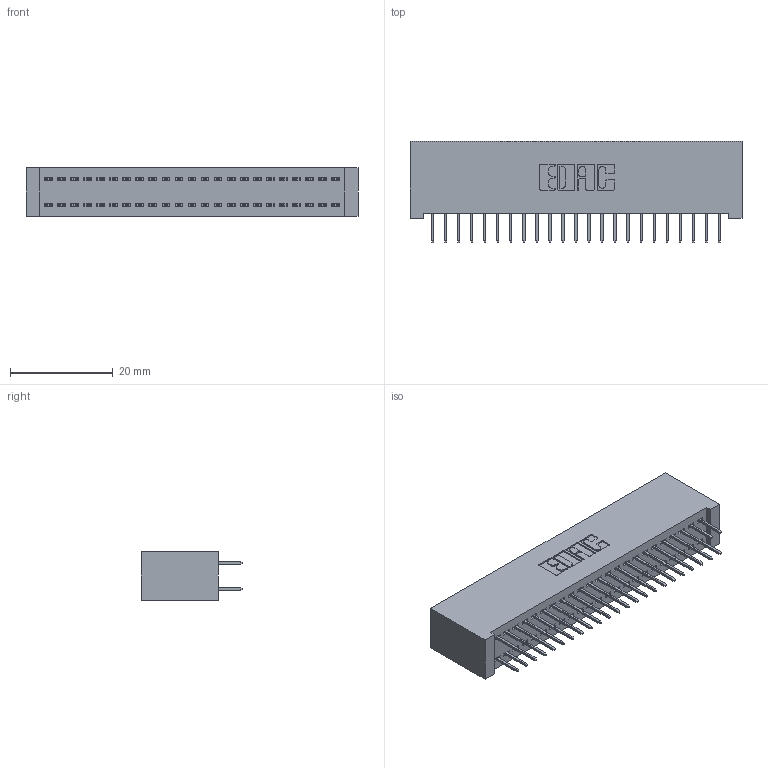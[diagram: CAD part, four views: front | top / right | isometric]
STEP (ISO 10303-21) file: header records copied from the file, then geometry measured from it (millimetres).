
FILE_DESCRIPTION (( 'STEP AP203' ), '1' );
FILE_NAME ('392-046-524-201.STEP', '2018-08-16T16:43:13', ( '' ), ( '' ), 'SwSTEP 2.0', 'SolidWorks 2016', '' );
FILE_SCHEMA (( 'CONFIG_CONTROL_DESIGN' ));
Length unit declared in the file: inch
Products named in the file (3): 342 Part_Lugless; 345-292-001_345-293-124; 392-046-524-201
Assembly tree (47 placements, depth 2):
  392-046-524-201
    342 Part_Lugless
    345-292-001_345-293-124  x46
Bounding box: 64.67 x 19.69 x 9.4 mm (x, y, z)
Volume: 6090.4 mm3; surface area: 9710.6 mm2
Topology: 47 solids, 47 shells, 2678 faces, 7589 edges, 4874 vertices
Faces by surface type: plane 1994, cylinder 684
Entity records: 16919 total; most frequent: CARTESIAN_POINT 2822, ORIENTED_EDGE 2758, DIRECTION 2439, EDGE_CURVE 1379, VECTOR 1263, LINE 1263, VERTEX_POINT 914, AXIS2_PLACEMENT_3D 588
